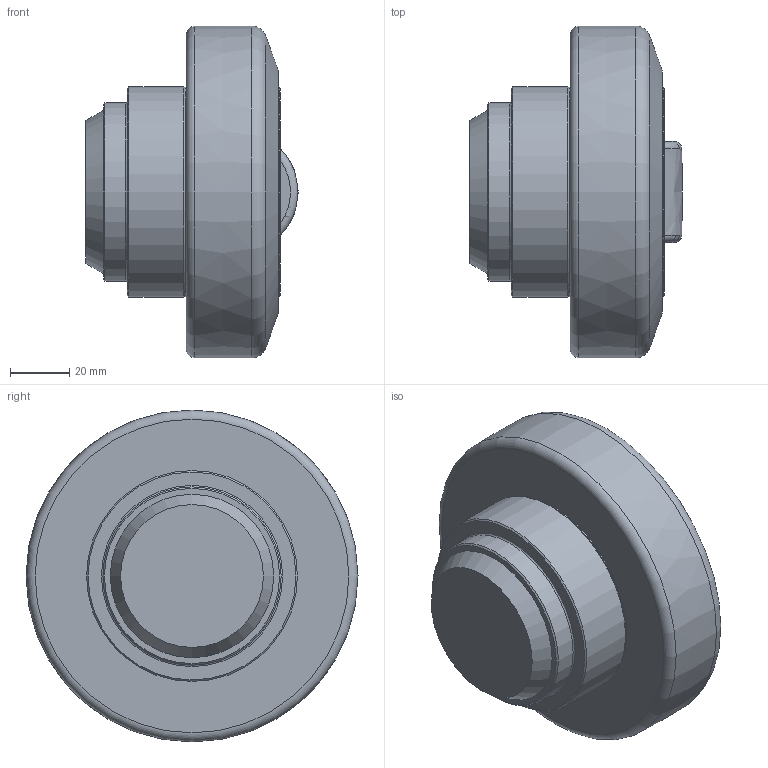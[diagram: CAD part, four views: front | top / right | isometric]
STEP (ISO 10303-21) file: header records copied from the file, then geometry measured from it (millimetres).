
FILE_DESCRIPTION(/* description */ ('-','CAx-IF Rec.Pracs.---Representation and Presentation of Product Manufacturing Information (PMI)---4.0---2014-10-13'),/* implementation_level */ '2;1');
FILE_NAME(/* name */ '5734d154-25eb-49da-9e04-ceb84b10bf4d.stp',/* time_stamp */ '2020-04-01T16:19:57+02:00',/* author */ ('-'),/* organization */ ('NTI CADcenter A/S'),/* preprocessor_version */ 'ST-DEVELOPER v18',/* originating_system */ 'Autodesk Inventor 2020',/* authorisation */ '-');
FILE_SCHEMA (('AP242_MANAGED_MODEL_BASED_3D_ENGINEERING_MIM_LF { 1 0 10303 442 1 1 4 }'));
Length unit declared in the file: millimetre
Products named in the file (1): PT 110.0365_Kontur
Bounding box: 71.6 x 111.8 x 111.79 mm (x, y, z)
Volume: 409985.1 mm3; surface area: 35054.2 mm2
Topology: 1 solids, 1 shells, 66 faces, 170 edges, 120 vertices
Faces by surface type: plane 41, cone 10, cylinder 8, torus 5, bspline 2
Full cylindrical faces by diameter (mm): 10 x4, 60 x1, 70.5 x2, 71 x1
Entity records: 2167 total; most frequent: CARTESIAN_POINT 437, DIRECTION 366, ORIENTED_EDGE 340, EDGE_CURVE 170, AXIS2_PLACEMENT_3D 137, VERTEX_POINT 120, LINE 92, VECTOR 92
